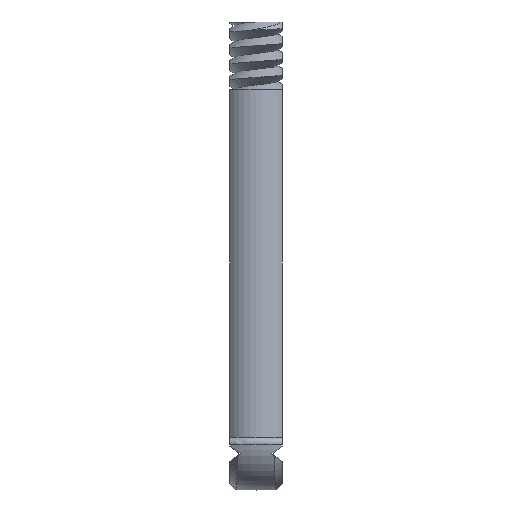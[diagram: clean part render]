
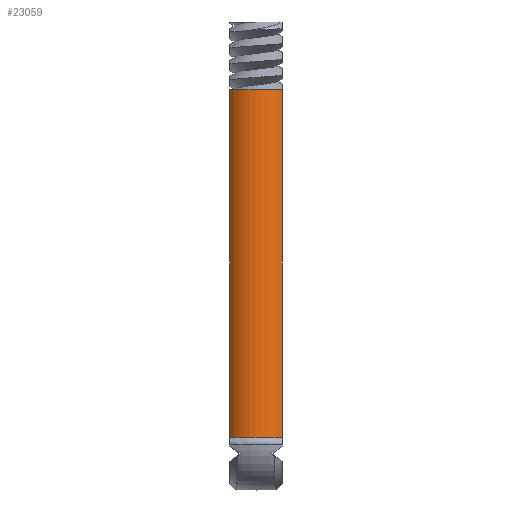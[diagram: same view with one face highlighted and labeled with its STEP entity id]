
A CAD part, left-side view. The second image highlights one B-rep face of the part: STEP entity #23059.
In plain terms, the highlighted cylindrical face has radius 3.35 mm (diameter 6.7 mm), a partial arc.
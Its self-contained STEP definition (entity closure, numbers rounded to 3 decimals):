
#5671 = PLANE('',#5672);
#5672 = AXIS2_PLACEMENT_3D('',#5673,#5674,#5675);
#5673 = CARTESIAN_POINT('',(-12.5,-2.5,200.));
#5674 = DIRECTION('',(0.,1.,0.));
#5675 = DIRECTION('',(-1.,0.,0.));
#6460 = PLANE('',#6461);
#6461 = AXIS2_PLACEMENT_3D('',#6462,#6463,#6464);
#6462 = CARTESIAN_POINT('',(-12.5,2.5,200.));
#6463 = DIRECTION('',(0.,-1.,0.));
#6464 = DIRECTION('',(1.,0.,0.));
#7863 = PLANE('',#7864);
#7864 = AXIS2_PLACEMENT_3D('',#7865,#7866,#7867);
#7865 = CARTESIAN_POINT('',(0.,0.,
    32.975));
#7866 = DIRECTION('',(0.,0.,-1.));
#7867 = DIRECTION('',(1.,0.,0.));
#8178 = VERTEX_POINT('',#8179);
#8179 = CARTESIAN_POINT('',(-2.23,-2.5,32.975));
#8200 = EDGE_CURVE('',#8178,#8201,#8203,.T.);
#8201 = VERTEX_POINT('',#8202);
#8202 = CARTESIAN_POINT('',(-2.23,-2.5,0.));
#8203 = SURFACE_CURVE('',#8204,(#8208,#8215),.PCURVE_S1.);
#8204 = LINE('',#8205,#8206);
#8205 = CARTESIAN_POINT('',(-2.23,-2.5,32.975));
#8206 = VECTOR('',#8207,1.);
#8207 = DIRECTION('',(0.,0.,-1.));
#8208 = PCURVE('',#5671,#8209);
#8209 = DEFINITIONAL_REPRESENTATION('',(#8210),#8214);
#8210 = LINE('',#8211,#8212);
#8211 = CARTESIAN_POINT('',(-10.27,-167.025));
#8212 = VECTOR('',#8213,1.);
#8213 = DIRECTION('',(0.,-1.));
#8214 = ( GEOMETRIC_REPRESENTATION_CONTEXT(2) 
PARAMETRIC_REPRESENTATION_CONTEXT() REPRESENTATION_CONTEXT('2D SPACE',''
  ) );
#8215 = PCURVE('',#8216,#8221);
#8216 = CYLINDRICAL_SURFACE('',#8217,3.35);
#8217 = AXIS2_PLACEMENT_3D('',#8218,#8219,#8220);
#8218 = CARTESIAN_POINT('',(0.,0.,
    32.975));
#8219 = DIRECTION('',(0.,0.,-1.));
#8220 = DIRECTION('',(1.,0.,0.));
#8221 = DEFINITIONAL_REPRESENTATION('',(#8222),#8226);
#8222 = LINE('',#8223,#8224);
#8223 = CARTESIAN_POINT('',(2.299,0.));
#8224 = VECTOR('',#8225,1.);
#8225 = DIRECTION('',(0.,1.));
#8226 = ( GEOMETRIC_REPRESENTATION_CONTEXT(2) 
PARAMETRIC_REPRESENTATION_CONTEXT() REPRESENTATION_CONTEXT('2D SPACE',''
  ) );
#8244 = PLANE('',#8245);
#8245 = AXIS2_PLACEMENT_3D('',#8246,#8247,#8248);
#8246 = CARTESIAN_POINT('',(0.,0.,
    0.));
#8247 = DIRECTION('',(0.,0.,-1.));
#8248 = DIRECTION('',(1.,0.,0.));
#22253 = VERTEX_POINT('',#22254);
#22254 = CARTESIAN_POINT('',(-2.23,2.5,32.975));
#22277 = EDGE_CURVE('',#22253,#22278,#22280,.T.);
#22278 = VERTEX_POINT('',#22279);
#22279 = CARTESIAN_POINT('',(-2.23,2.5,0.));
#22280 = SURFACE_CURVE('',#22281,(#22285,#22292),.PCURVE_S1.);
#22281 = LINE('',#22282,#22283);
#22282 = CARTESIAN_POINT('',(-2.23,2.5,32.975));
#22283 = VECTOR('',#22284,1.);
#22284 = DIRECTION('',(0.,0.,-1.));
#22285 = PCURVE('',#6460,#22286);
#22286 = DEFINITIONAL_REPRESENTATION('',(#22287),#22291);
#22287 = LINE('',#22288,#22289);
#22288 = CARTESIAN_POINT('',(10.27,-167.025));
#22289 = VECTOR('',#22290,1.);
#22290 = DIRECTION('',(0.,-1.));
#22291 = ( GEOMETRIC_REPRESENTATION_CONTEXT(2) 
PARAMETRIC_REPRESENTATION_CONTEXT() REPRESENTATION_CONTEXT('2D SPACE',''
  ) );
#22292 = PCURVE('',#8216,#22293);
#22293 = DEFINITIONAL_REPRESENTATION('',(#22294),#22298);
#22294 = LINE('',#22295,#22296);
#22295 = CARTESIAN_POINT('',(3.984,0.));
#22296 = VECTOR('',#22297,1.);
#22297 = DIRECTION('',(0.,1.));
#22298 = ( GEOMETRIC_REPRESENTATION_CONTEXT(2) 
PARAMETRIC_REPRESENTATION_CONTEXT() REPRESENTATION_CONTEXT('2D SPACE',''
  ) );
#23034 = EDGE_CURVE('',#8178,#22253,#23035,.T.);
#23035 = SURFACE_CURVE('',#23036,(#23041,#23048),.PCURVE_S1.);
#23036 = CIRCLE('',#23037,3.35);
#23037 = AXIS2_PLACEMENT_3D('',#23038,#23039,#23040);
#23038 = CARTESIAN_POINT('',(0.,0.,
    32.975));
#23039 = DIRECTION('',(0.,0.,-1.));
#23040 = DIRECTION('',(1.,0.,0.));
#23041 = PCURVE('',#7863,#23042);
#23042 = DEFINITIONAL_REPRESENTATION('',(#23043),#23047);
#23043 = CIRCLE('',#23044,3.35);
#23044 = AXIS2_PLACEMENT_2D('',#23045,#23046);
#23045 = CARTESIAN_POINT('',(0.,0.));
#23046 = DIRECTION('',(1.,0.));
#23047 = ( GEOMETRIC_REPRESENTATION_CONTEXT(2) 
PARAMETRIC_REPRESENTATION_CONTEXT() REPRESENTATION_CONTEXT('2D SPACE',''
  ) );
#23048 = PCURVE('',#8216,#23049);
#23049 = DEFINITIONAL_REPRESENTATION('',(#23050),#23054);
#23050 = LINE('',#23051,#23052);
#23051 = CARTESIAN_POINT('',(0.,0.));
#23052 = VECTOR('',#23053,1.);
#23053 = DIRECTION('',(1.,0.));
#23054 = ( GEOMETRIC_REPRESENTATION_CONTEXT(2) 
PARAMETRIC_REPRESENTATION_CONTEXT() REPRESENTATION_CONTEXT('2D SPACE',''
  ) );
#23059 = ADVANCED_FACE('',(#23060),#8216,.T.);
#23060 = FACE_BOUND('',#23061,.T.);
#23061 = EDGE_LOOP('',(#23062,#23063,#23064,#23065));
#23062 = ORIENTED_EDGE('',*,*,#8200,.F.);
#23063 = ORIENTED_EDGE('',*,*,#23034,.T.);
#23064 = ORIENTED_EDGE('',*,*,#22277,.T.);
#23065 = ORIENTED_EDGE('',*,*,#23066,.F.);
#23066 = EDGE_CURVE('',#8201,#22278,#23067,.T.);
#23067 = SURFACE_CURVE('',#23068,(#23073,#23080),.PCURVE_S1.);
#23068 = CIRCLE('',#23069,3.35);
#23069 = AXIS2_PLACEMENT_3D('',#23070,#23071,#23072);
#23070 = CARTESIAN_POINT('',(0.,0.,
    0.));
#23071 = DIRECTION('',(0.,0.,-1.));
#23072 = DIRECTION('',(1.,0.,0.));
#23073 = PCURVE('',#8216,#23074);
#23074 = DEFINITIONAL_REPRESENTATION('',(#23075),#23079);
#23075 = LINE('',#23076,#23077);
#23076 = CARTESIAN_POINT('',(0.,32.975));
#23077 = VECTOR('',#23078,1.);
#23078 = DIRECTION('',(1.,0.));
#23079 = ( GEOMETRIC_REPRESENTATION_CONTEXT(2) 
PARAMETRIC_REPRESENTATION_CONTEXT() REPRESENTATION_CONTEXT('2D SPACE',''
  ) );
#23080 = PCURVE('',#8244,#23081);
#23081 = DEFINITIONAL_REPRESENTATION('',(#23082),#23086);
#23082 = CIRCLE('',#23083,3.35);
#23083 = AXIS2_PLACEMENT_2D('',#23084,#23085);
#23084 = CARTESIAN_POINT('',(0.,0.));
#23085 = DIRECTION('',(1.,0.));
#23086 = ( GEOMETRIC_REPRESENTATION_CONTEXT(2) 
PARAMETRIC_REPRESENTATION_CONTEXT() REPRESENTATION_CONTEXT('2D SPACE',''
  ) );
